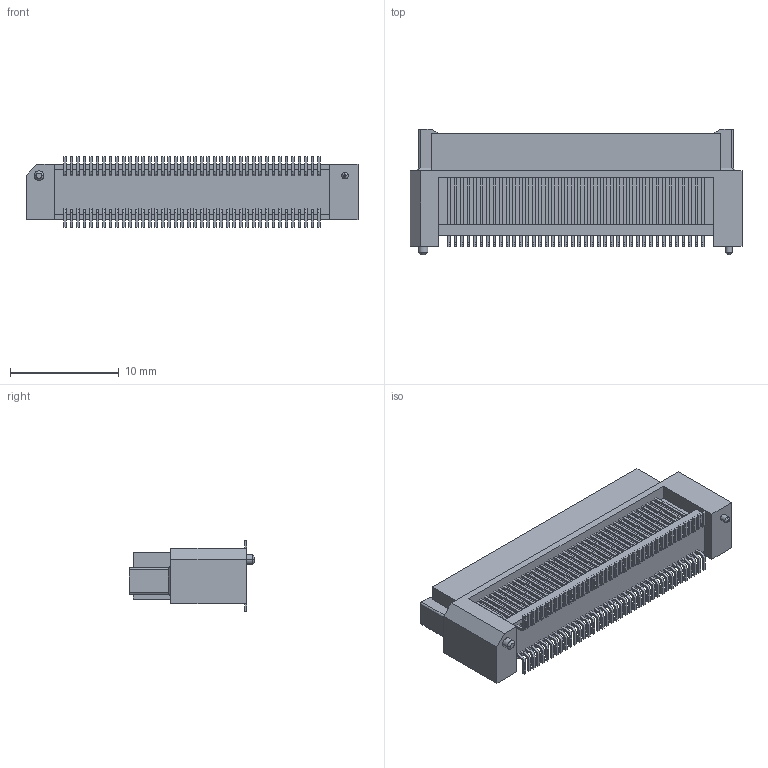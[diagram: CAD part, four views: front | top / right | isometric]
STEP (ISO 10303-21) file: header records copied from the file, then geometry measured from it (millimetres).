
FILE_DESCRIPTION(('OneSpaceDesigner STEP Export'),'2;1');
FILE_NAME('FX8C-80P-SV6.stp','2007-03-20T18:17:48',(''),(''),'OneSpace Designer STEP processor (Jan. 2003) for AP214(CD)(Solid Model)','OneSpace Designer 12.00 10-Sep-2003 (C) CoCreate Software GmbH','');
FILE_SCHEMA(('AUTOMOTIVE_DESIGN_CC2 {1 2 10303 214 -1 1 5 1}'));
Length unit declared in the file: millimetre
Products named in the file (1): FX8C-80P-SV6
Bounding box: 30.6 x 11.6 x 6.5 mm (x, y, z)
Volume: 808.4 mm3; surface area: 1788.3 mm2
Topology: 1 solids, 1 shells, 1186 faces, 3289 edges, 2184 vertices
Faces by surface type: plane 1090, cylinder 84, extrusion 4, bspline 4, cone 4
Entity records: 43584 total; most frequent: ORIENTED_EDGE 6570, CARTESIAN_POINT 6069, DIRECTION 4825, EDGE_CURVE 3285, VECTOR 2785, LINE 2781, VERTEX_POINT 2184, EDGE_LOOP 1429
